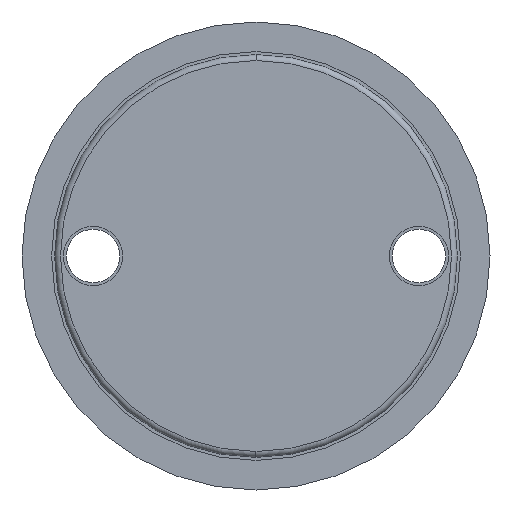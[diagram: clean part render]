
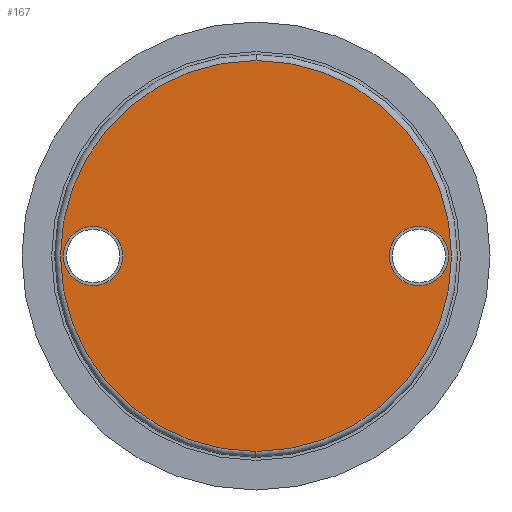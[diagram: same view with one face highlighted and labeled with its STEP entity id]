
A CAD part, front view. The second image highlights one B-rep face of the part: STEP entity #167.
In plain terms, the highlighted planar face has unit normal (0, -1, 0).
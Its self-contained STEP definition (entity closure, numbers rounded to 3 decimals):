
#167 = ADVANCED_FACE ( 'NONE', ( #1883, #519, #2206 ), #1564, .T. ) ;
#184 = VERTEX_POINT ( 'NONE', #4196 ) ;
#231 = AXIS2_PLACEMENT_3D ( 'NONE', #1425, #2074, #2151 ) ;
#243 = CARTESIAN_POINT ( 'NONE',  ( 27.5, 0., 0. ) ) ;
#278 = CARTESIAN_POINT ( 'NONE',  ( -33.366, 0., -33. ) ) ;
#337 = CARTESIAN_POINT ( 'NONE',  ( 27.5, 0., -5. ) ) ;
#467 = CIRCLE ( 'NONE', #1228, 33. ) ;
#503 = DIRECTION ( 'NONE',  ( 0., 1., 0. ) ) ;
#519 = FACE_BOUND ( 'NONE', #2249, .T. ) ;
#557 = ORIENTED_EDGE ( 'NONE', *, *, #1306, .T. ) ;
#757 = VERTEX_POINT ( 'NONE', #3958 ) ;
#804 = CARTESIAN_POINT ( 'NONE',  ( -27.5, 0., 5. ) ) ;
#848 = ORIENTED_EDGE ( 'NONE', *, *, #3282, .F. ) ;
#916 = CARTESIAN_POINT ( 'NONE',  ( -27.5, 0., -5. ) ) ;
#958 = EDGE_LOOP ( 'NONE', ( #3638, #848 ) ) ;
#1172 = DIRECTION ( 'NONE',  ( 0., 0., -1. ) ) ;
#1207 = AXIS2_PLACEMENT_3D ( 'NONE', #3800, #503, #1172 ) ;
#1228 = AXIS2_PLACEMENT_3D ( 'NONE', #2820, #1803, #1542 ) ;
#1239 = CARTESIAN_POINT ( 'NONE',  ( 0., 0., 33. ) ) ;
#1250 = EDGE_LOOP ( 'NONE', ( #2637, #557 ) ) ;
#1294 = DIRECTION ( 'NONE',  ( 0., -1., 0. ) ) ;
#1306 = EDGE_CURVE ( 'NONE', #757, #1772, #467, .T. ) ;
#1320 = DIRECTION ( 'NONE',  ( 0., 0., 1. ) ) ;
#1416 = EDGE_CURVE ( 'NONE', #1772, #757, #4276, .T. ) ;
#1425 = CARTESIAN_POINT ( 'NONE',  ( -27.5, 0., 0. ) ) ;
#1542 = DIRECTION ( 'NONE',  ( 0., 0., 1. ) ) ;
#1564 = PLANE ( 'NONE',  #2130 ) ;
#1577 = ORIENTED_EDGE ( 'NONE', *, *, #2916, .T. ) ;
#1595 = DIRECTION ( 'NONE',  ( 0., -1., 0. ) ) ;
#1772 = VERTEX_POINT ( 'NONE', #1239 ) ;
#1799 = CARTESIAN_POINT ( 'NONE',  ( 27.5, 0., 0. ) ) ;
#1803 = DIRECTION ( 'NONE',  ( 0., -1., 0. ) ) ;
#1883 = FACE_OUTER_BOUND ( 'NONE', #1250, .T. ) ;
#1998 = EDGE_CURVE ( 'NONE', #184, #3020, #2540, .T. ) ;
#2010 = VERTEX_POINT ( 'NONE', #804 ) ;
#2039 = CIRCLE ( 'NONE', #231, 5. ) ;
#2074 = DIRECTION ( 'NONE',  ( 0., 1., 0. ) ) ;
#2130 = AXIS2_PLACEMENT_3D ( 'NONE', #278, #2530, #3191 ) ;
#2151 = DIRECTION ( 'NONE',  ( 0., 0., -1. ) ) ;
#2206 = FACE_BOUND ( 'NONE', #958, .T. ) ;
#2227 = CIRCLE ( 'NONE', #3196, 5. ) ;
#2249 = EDGE_LOOP ( 'NONE', ( #1577, #3659 ) ) ;
#2272 = AXIS2_PLACEMENT_3D ( 'NONE', #2615, #1595, #1320 ) ;
#2530 = DIRECTION ( 'NONE',  ( 0., -1., 0. ) ) ;
#2540 = CIRCLE ( 'NONE', #3509, 5. ) ;
#2615 = CARTESIAN_POINT ( 'NONE',  ( 0., 0., 0. ) ) ;
#2637 = ORIENTED_EDGE ( 'NONE', *, *, #1416, .T. ) ;
#2820 = CARTESIAN_POINT ( 'NONE',  ( 0., 0., 0. ) ) ;
#2916 = EDGE_CURVE ( 'NONE', #2010, #2975, #3712, .T. ) ;
#2975 = VERTEX_POINT ( 'NONE', #916 ) ;
#3020 = VERTEX_POINT ( 'NONE', #337 ) ;
#3191 = DIRECTION ( 'NONE',  ( 1., 0., 0. ) ) ;
#3196 = AXIS2_PLACEMENT_3D ( 'NONE', #243, #1294, #3609 ) ;
#3282 = EDGE_CURVE ( 'NONE', #3020, #184, #2227, .T. ) ;
#3509 = AXIS2_PLACEMENT_3D ( 'NONE', #1799, #3775, #4111 ) ;
#3609 = DIRECTION ( 'NONE',  ( 0., 0., -1. ) ) ;
#3638 = ORIENTED_EDGE ( 'NONE', *, *, #1998, .F. ) ;
#3659 = ORIENTED_EDGE ( 'NONE', *, *, #4216, .T. ) ;
#3712 = CIRCLE ( 'NONE', #1207, 5. ) ;
#3775 = DIRECTION ( 'NONE',  ( 0., -1., 0. ) ) ;
#3800 = CARTESIAN_POINT ( 'NONE',  ( -27.5, 0., 0. ) ) ;
#3958 = CARTESIAN_POINT ( 'NONE',  ( 0., 0., -33. ) ) ;
#4111 = DIRECTION ( 'NONE',  ( 0., 0., -1. ) ) ;
#4196 = CARTESIAN_POINT ( 'NONE',  ( 27.5, 0., 5. ) ) ;
#4216 = EDGE_CURVE ( 'NONE', #2975, #2010, #2039, .T. ) ;
#4276 = CIRCLE ( 'NONE', #2272, 33. ) ;
